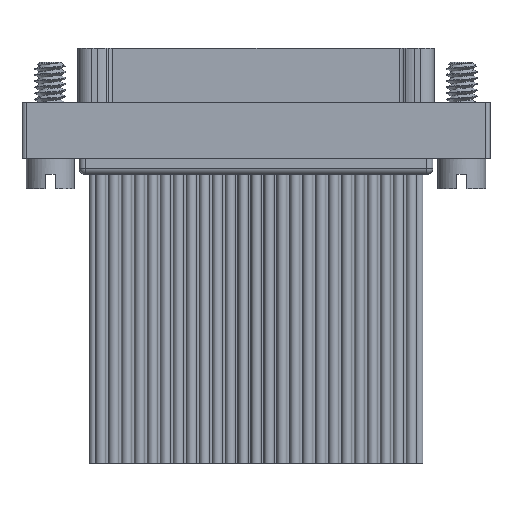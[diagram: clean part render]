
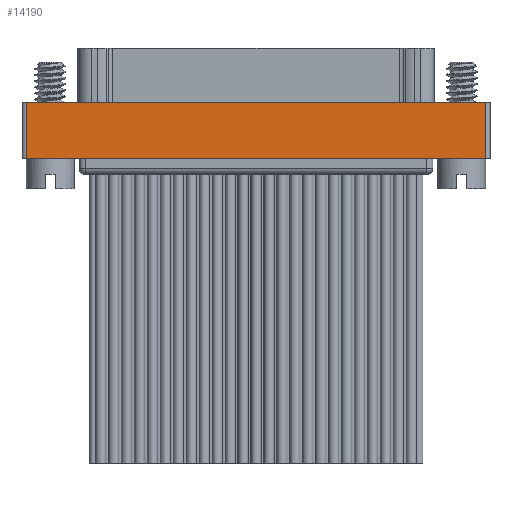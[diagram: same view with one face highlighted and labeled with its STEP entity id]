
A CAD part, front view. The second image highlights one B-rep face of the part: STEP entity #14190.
In plain terms, the highlighted planar face has unit normal (0, -1, 0).
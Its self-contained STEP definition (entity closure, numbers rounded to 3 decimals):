
#1703=DIRECTION('',(0.,0.,-1.));
#1704=VECTOR('',#1703,2.75);
#1705=CARTESIAN_POINT('',(-10.595,-1.598,
25.71));
#1706=LINE('',#1705,#1704);
#1711=DIRECTION('',(1.,0.,0.));
#1712=VECTOR('',#1711,22.56);
#1713=CARTESIAN_POINT('',(-10.595,-1.598,
25.71));
#1714=LINE('',#1713,#1712);
#1715=DIRECTION('',(-1.,0.,0.));
#1716=VECTOR('',#1715,22.56);
#1717=CARTESIAN_POINT('',(11.965,-1.598,22.96));
#1718=LINE('',#1717,#1716);
#1723=DIRECTION('',(0.,0.,1.));
#1724=VECTOR('',#1723,2.75);
#1725=CARTESIAN_POINT('',(11.965,-1.598,22.96));
#1726=LINE('',#1725,#1724);
#9163=CARTESIAN_POINT('',(11.965,-1.598,25.71));
#9164=VERTEX_POINT('',#9163);
#9165=CARTESIAN_POINT('',(-10.595,-1.598,
25.71));
#9166=VERTEX_POINT('',#9165);
#9219=CARTESIAN_POINT('',(11.965,-1.598,22.96));
#9220=VERTEX_POINT('',#9219);
#9221=CARTESIAN_POINT('',(-10.595,-1.598,
22.96));
#9222=VERTEX_POINT('',#9221);
#14178=CARTESIAN_POINT('',(0.685,-1.598,
24.335));
#14179=DIRECTION('',(0.,1.,0.));
#14180=DIRECTION('',(0.,0.,1.));
#14181=AXIS2_PLACEMENT_3D('',#14178,#14179,#14180);
#14182=PLANE('',#14181);
#14183=ORIENTED_EDGE('',*,*,#14028,.T.);
#14185=ORIENTED_EDGE('',*,*,#14184,.F.);
#14186=ORIENTED_EDGE('',*,*,#14107,.T.);
#14187=ORIENTED_EDGE('',*,*,#14171,.F.);
#14188=EDGE_LOOP('',(#14183,#14185,#14186,#14187));
#14189=FACE_OUTER_BOUND('',#14188,.F.);
#14028=EDGE_CURVE('',#9166,#9164,#1714,.T.);
#14107=EDGE_CURVE('',#9220,#9222,#1718,.T.);
#14171=EDGE_CURVE('',#9166,#9222,#1706,.T.);
#14184=EDGE_CURVE('',#9220,#9164,#1726,.T.);
#14190=ADVANCED_FACE('',(#14189),#14182,.F.);
